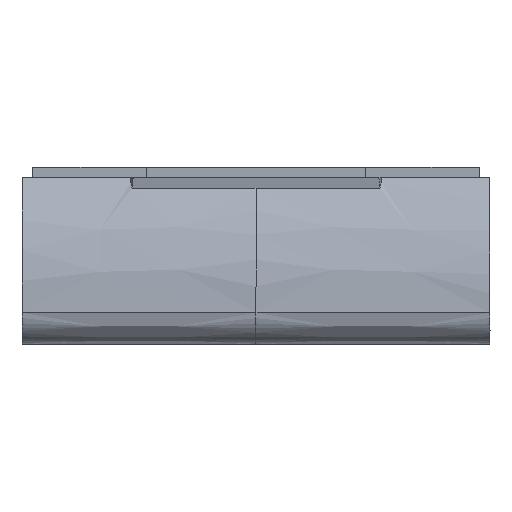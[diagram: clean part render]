
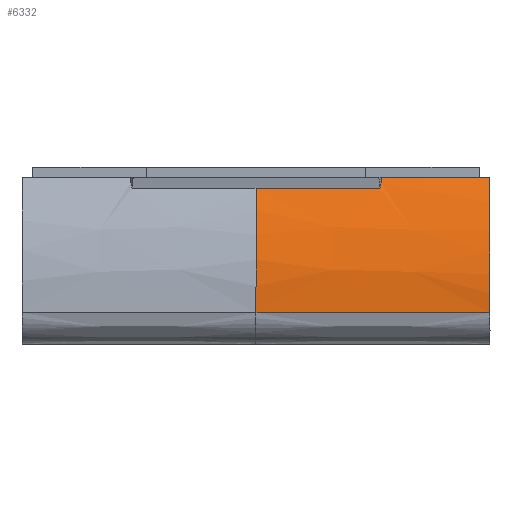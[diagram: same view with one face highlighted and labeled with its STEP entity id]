
A CAD part, top view. The second image highlights one B-rep face of the part: STEP entity #6332.
In plain terms, the highlighted free-form (B-spline) face has degree [3, 3] with [6, 4] control points.
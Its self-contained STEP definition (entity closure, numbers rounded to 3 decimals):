
#389=CIRCLE('',#6944,112.5);
#555=B_SPLINE_SURFACE_WITH_KNOTS('',3,3,((#11451,#11452,#11453,#11454),
(#11455,#11456,#11457,#11458),(#11459,#11460,#11461,#11462),(#11463,#11464,
#11465,#11466),(#11467,#11468,#11469,#11470),(#11471,#11472,#11473,#11474)),
 .UNSPECIFIED.,.F.,.F.,.F.,(4,1,1,4),(4,4),(0.216,0.309,
0.401,0.541),(0.,0.933),
 .UNSPECIFIED.);
#601=B_SPLINE_CURVE_WITH_KNOTS('',3,(#11260,#11261,#11262,#11263),
 .UNSPECIFIED.,.F.,.F.,(4,4),(1.,15.001),
 .UNSPECIFIED.);
#609=B_SPLINE_CURVE_WITH_KNOTS('',3,(#11477,#11478,#11479,#11480,#11481,
#11482,#11483),.UNSPECIFIED.,.F.,.F.,(4,3,4),(-7.404,-3.1,
0.),.UNSPECIFIED.);
#610=B_SPLINE_CURVE_WITH_KNOTS('',3,(#11486,#11487,#11488,#11489,#11490,
#11491,#11492,#11493,#11494,#11495),.UNSPECIFIED.,.F.,.F.,(4,3,3,4),(-12.444,
-8.542,-5.94,-3.601),.UNSPECIFIED.);
#611=B_SPLINE_CURVE_WITH_KNOTS('',3,(#11497,#11498,#11499,#11500,#11501,
#11502,#11503),.UNSPECIFIED.,.F.,.F.,(4,3,4),(-13.997,-10.305,
-7.499),.UNSPECIFIED.);
#612=B_SPLINE_CURVE_WITH_KNOTS('',3,(#11505,#11506,#11507,#11508),
 .UNSPECIFIED.,.F.,.F.,(4,4),(-2.644,-2.557),
 .UNSPECIFIED.);
#613=B_SPLINE_CURVE_WITH_KNOTS('',3,(#11509,#11510,#11511,#11512),
 .UNSPECIFIED.,.F.,.F.,(4,4),(-8.421,-7.696),
 .UNSPECIFIED.);
#948=FACE_OUTER_BOUND('',#1431,.T.);
#1431=EDGE_LOOP('',(#5402,#5403,#5404,#5405,#5406,#5407,#5408));
#3107=VERTEX_POINT('',#11258);
#3108=VERTEX_POINT('',#11259);
#3113=VERTEX_POINT('',#11475);
#3114=VERTEX_POINT('',#11476);
#3115=VERTEX_POINT('',#11485);
#3116=VERTEX_POINT('',#11496);
#3117=VERTEX_POINT('',#11504);
#3918=EDGE_CURVE('',#3107,#3108,#601,.T.);
#3926=EDGE_CURVE('',#3113,#3114,#609,.T.);
#3927=EDGE_CURVE('',#3108,#3114,#389,.T.);
#3928=EDGE_CURVE('',#3115,#3107,#610,.T.);
#3929=EDGE_CURVE('',#3115,#3116,#611,.T.);
#3930=EDGE_CURVE('',#3116,#3117,#612,.T.);
#3931=EDGE_CURVE('',#3117,#3113,#613,.T.);
#5402=ORIENTED_EDGE('',*,*,#3926,.T.);
#5403=ORIENTED_EDGE('',*,*,#3927,.F.);
#5404=ORIENTED_EDGE('',*,*,#3918,.F.);
#5405=ORIENTED_EDGE('',*,*,#3928,.F.);
#5406=ORIENTED_EDGE('',*,*,#3929,.T.);
#5407=ORIENTED_EDGE('',*,*,#3930,.T.);
#5408=ORIENTED_EDGE('',*,*,#3931,.T.);
#6332=ADVANCED_FACE('',(#948),#555,.F.);
#6944=AXIS2_PLACEMENT_3D('',#11484,#8589,#8590);
#8589=DIRECTION('center_axis',(-1.,0.,0.));
#8590=DIRECTION('ref_axis',(0.,0.,-1.));
#11258=CARTESIAN_POINT('',(140.,-6.389,112.316));
#11259=CARTESIAN_POINT('',(0.,-6.391,112.318));
#11260=CARTESIAN_POINT('Ctrl Pts',(140.,-6.389,112.316));
#11261=CARTESIAN_POINT('Ctrl Pts',(93.334,-6.381,112.306));
#11262=CARTESIAN_POINT('Ctrl Pts',(46.667,-6.383,112.308));
#11263=CARTESIAN_POINT('Ctrl Pts',(0.,-6.391,
112.318));
#11451=CARTESIAN_POINT('Ctrl Pts',(0.,-6.391,
112.318));
#11452=CARTESIAN_POINT('Ctrl Pts',(46.667,-7.26,112.258));
#11453=CARTESIAN_POINT('Ctrl Pts',(93.333,-8.129,112.198));
#11454=CARTESIAN_POINT('Ctrl Pts',(140.,-8.997,112.137));
#11455=CARTESIAN_POINT('Ctrl Pts',(0.,2.614,
112.831));
#11456=CARTESIAN_POINT('Ctrl Pts',(46.667,1.616,112.83));
#11457=CARTESIAN_POINT('Ctrl Pts',(93.333,0.618,112.829));
#11458=CARTESIAN_POINT('Ctrl Pts',(140.,-0.38,
112.828));
#11459=CARTESIAN_POINT('Ctrl Pts',(0.,20.744,
111.674));
#11460=CARTESIAN_POINT('Ctrl Pts',(46.667,19.499,111.852));
#11461=CARTESIAN_POINT('Ctrl Pts',(93.333,18.255,112.031));
#11462=CARTESIAN_POINT('Ctrl Pts',(140.,17.011,112.209));
#11463=CARTESIAN_POINT('Ctrl Pts',(0.,51.091,
102.165));
#11464=CARTESIAN_POINT('Ctrl Pts',(46.667,49.528,102.849));
#11465=CARTESIAN_POINT('Ctrl Pts',(93.333,47.966,103.532));
#11466=CARTESIAN_POINT('Ctrl Pts',(140.,46.403,104.215));
#11467=CARTESIAN_POINT('Ctrl Pts',(0.,69.947,
89.144));
#11468=CARTESIAN_POINT('Ctrl Pts',(46.667,68.317,90.322));
#11469=CARTESIAN_POINT('Ctrl Pts',(93.333,66.688,91.501));
#11470=CARTESIAN_POINT('Ctrl Pts',(140.,65.057,92.679));
#11471=CARTESIAN_POINT('Ctrl Pts',(0.,79.518,
79.581));
#11472=CARTESIAN_POINT('Ctrl Pts',(46.667,77.927,81.075));
#11473=CARTESIAN_POINT('Ctrl Pts',(93.333,76.336,82.568));
#11474=CARTESIAN_POINT('Ctrl Pts',(140.,74.745,84.061));
#11475=CARTESIAN_POINT('',(74.078,67.979,89.58));
#11476=CARTESIAN_POINT('',(0.,68.039,89.593));
#11477=CARTESIAN_POINT('Ctrl Pts',(74.078,67.977,89.577));
#11478=CARTESIAN_POINT('Ctrl Pts',(59.728,67.977,89.577));
#11479=CARTESIAN_POINT('Ctrl Pts',(45.367,67.984,89.578));
#11480=CARTESIAN_POINT('Ctrl Pts',(31.008,67.998,89.581));
#11481=CARTESIAN_POINT('Ctrl Pts',(20.669,68.007,89.583));
#11482=CARTESIAN_POINT('Ctrl Pts',(10.332,68.02,89.586));
#11483=CARTESIAN_POINT('Ctrl Pts',(0.,68.036,
89.589));
#11484=CARTESIAN_POINT('Origin',(0.,0.,0.));
#11485=CARTESIAN_POINT('',(140.,74.745,84.061));
#11486=CARTESIAN_POINT('Ctrl Pts',(140.,74.745,84.061));
#11487=CARTESIAN_POINT('Ctrl Pts',(140.,65.057,92.679));
#11488=CARTESIAN_POINT('Ctrl Pts',(140.,53.865,99.6));
#11489=CARTESIAN_POINT('Ctrl Pts',(140.,41.83,104.425));
#11490=CARTESIAN_POINT('Ctrl Pts',(140.,33.806,107.641));
#11491=CARTESIAN_POINT('Ctrl Pts',(140.,25.408,109.925));
#11492=CARTESIAN_POINT('Ctrl Pts',(140.,16.862,111.222));
#11493=CARTESIAN_POINT('Ctrl Pts',(140.,9.177,112.388));
#11494=CARTESIAN_POINT('Ctrl Pts',(140.,1.371,112.756));
#11495=CARTESIAN_POINT('Ctrl Pts',(140.,-6.389,112.316));
#11496=CARTESIAN_POINT('',(75.,74.745,84.009));
#11497=CARTESIAN_POINT('Ctrl Pts',(140.,74.745,84.061));
#11498=CARTESIAN_POINT('Ctrl Pts',(127.691,74.745,84.041));
#11499=CARTESIAN_POINT('Ctrl Pts',(115.38,74.745,84.026));
#11500=CARTESIAN_POINT('Ctrl Pts',(103.07,74.745,84.018));
#11501=CARTESIAN_POINT('Ctrl Pts',(93.713,74.745,84.012));
#11502=CARTESIAN_POINT('Ctrl Pts',(84.356,74.745,84.009));
#11503=CARTESIAN_POINT('Ctrl Pts',(75.,74.745,84.009));
#11504=CARTESIAN_POINT('',(75.,74.094,84.585));
#11505=CARTESIAN_POINT('Ctrl Pts',(75.,74.745,84.009));
#11506=CARTESIAN_POINT('Ctrl Pts',(75.,74.529,84.202));
#11507=CARTESIAN_POINT('Ctrl Pts',(75.,74.312,84.393));
#11508=CARTESIAN_POINT('Ctrl Pts',(75.,74.094,84.584));
#11509=CARTESIAN_POINT('Ctrl Pts',(75.,74.094,84.585));
#11510=CARTESIAN_POINT('Ctrl Pts',(75.,72.1,86.334));
#11511=CARTESIAN_POINT('Ctrl Pts',(74.673,70.027,88.024));
#11512=CARTESIAN_POINT('Ctrl Pts',(74.078,67.979,89.58));
